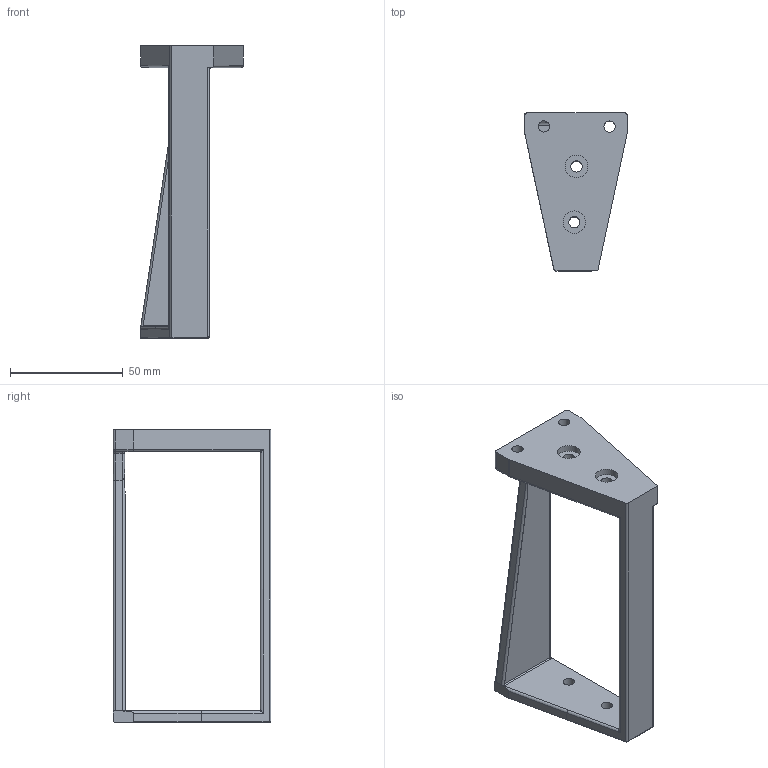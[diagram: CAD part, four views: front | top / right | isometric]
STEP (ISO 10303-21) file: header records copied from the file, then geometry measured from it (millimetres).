
FILE_DESCRIPTION(/* description */ (''),/* implementation_level */ '2;1');
FILE_NAME(/* name */ 'LRS_350_Stacked_trient v8.step',/* time_stamp */ '2023-10-22T21:50:24-07:00',/* author */ (''),/* organization */ (''),/* preprocessor_version */ 'ST-DEVELOPER v20',/* originating_system */ 'Autodesk Translation Framework v12.14.0.127',/* authorisation */ '');
FILE_SCHEMA (('AUTOMOTIVE_DESIGN { 1 0 10303 214 3 1 1 }'));
Length unit declared in the file: millimetre
Products named in the file (1): LRS_350_Stacked_trient
Bounding box: 45.5 x 70 x 130 mm (x, y, z)
Volume: 52601.1 mm3; surface area: 22455.1 mm2
Topology: 1 solids, 1 shells, 89 faces, 220 edges, 128 vertices
Faces by surface type: cylinder 43, plane 25, bspline 10, torus 6, sphere 5
Full cylindrical faces by diameter (mm): 5 x6, 10 x4
Entity records: 2980 total; most frequent: CARTESIAN_POINT 835, DIRECTION 460, ORIENTED_EDGE 428, EDGE_CURVE 214, AXIS2_PLACEMENT_3D 179, VERTEX_POINT 128, EDGE_LOOP 104, LINE 102
